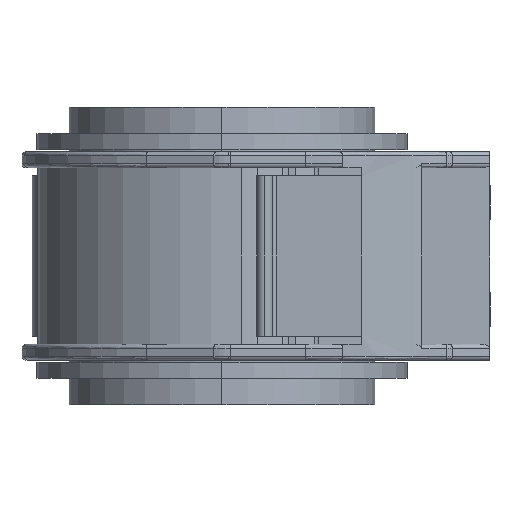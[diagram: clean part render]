
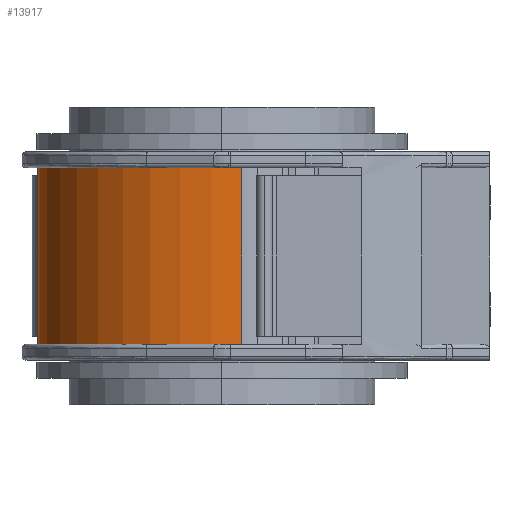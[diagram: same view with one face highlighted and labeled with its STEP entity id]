
A CAD part, left-side view. The second image highlights one B-rep face of the part: STEP entity #13917.
In plain terms, the highlighted cylindrical face has radius 23 mm (diameter 46 mm), a partial arc.
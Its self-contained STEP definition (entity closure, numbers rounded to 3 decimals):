
#2123 = VERTEX_POINT ( 'NONE', #37718 ) ;
#6808 = CARTESIAN_POINT ( 'NONE',  ( 0., 33.499, 11. ) ) ;
#9113 = DIRECTION ( 'NONE',  ( 0., 0., 1. ) ) ;
#9833 = EDGE_CURVE ( 'NONE', #20020, #20032, #21703, .T. ) ;
#11283 = FACE_OUTER_BOUND ( 'NONE', #24992, .T. ) ;
#12318 = CARTESIAN_POINT ( 'NONE',  ( 11.515, 53.409, 11. ) ) ;
#13917 = ADVANCED_FACE ( 'NONE', ( #11283 ), #44272, .T. ) ;
#16991 = DIRECTION ( 'NONE',  ( 1., 0., 0. ) ) ;
#17126 = DIRECTION ( 'NONE',  ( 0., 0., -1. ) ) ;
#20020 = VERTEX_POINT ( 'NONE', #12318 ) ;
#20032 = VERTEX_POINT ( 'NONE', #21116 ) ;
#21109 = CARTESIAN_POINT ( 'NONE',  ( 11.515, 53.409, 11. ) ) ;
#21116 = CARTESIAN_POINT ( 'NONE',  ( 11.515, 53.409, -11. ) ) ;
#21264 = DIRECTION ( 'NONE',  ( 0., 0., 1. ) ) ;
#21703 = LINE ( 'NONE', #21109, #43237 ) ;
#22852 = DIRECTION ( 'NONE',  ( 0., 0., 1. ) ) ;
#24992 = EDGE_LOOP ( 'NONE', ( #26166, #53673, #50038, #44922 ) ) ;
#26166 = ORIENTED_EDGE ( 'NONE', *, *, #49350, .F. ) ;
#27364 = DIRECTION ( 'NONE',  ( 1., 0., 0. ) ) ;
#27978 = CARTESIAN_POINT ( 'NONE',  ( 0., 33.499, 11. ) ) ;
#29834 = CIRCLE ( 'NONE', #56865, 23. ) ;
#30498 = DIRECTION ( 'NONE',  ( 0., 0., -1. ) ) ;
#32087 = LINE ( 'NONE', #55070, #42470 ) ;
#32895 = EDGE_CURVE ( 'NONE', #58136, #20032, #29834, .T. ) ;
#35196 = CARTESIAN_POINT ( 'NONE',  ( -22.867, 31.033, -11. ) ) ;
#37718 = CARTESIAN_POINT ( 'NONE',  ( -22.867, 31.033, 11. ) ) ;
#38947 = CARTESIAN_POINT ( 'NONE',  ( 0., 33.499, -11. ) ) ;
#42470 = VECTOR ( 'NONE', #9113, 1000. ) ;
#43237 = VECTOR ( 'NONE', #30498, 1000. ) ;
#44272 = CYLINDRICAL_SURFACE ( 'NONE', #58430, 23. ) ;
#44922 = ORIENTED_EDGE ( 'NONE', *, *, #57048, .T. ) ;
#49122 = CIRCLE ( 'NONE', #56870, 23. ) ;
#49350 = EDGE_CURVE ( 'NONE', #20020, #2123, #49122, .T. ) ;
#50038 = ORIENTED_EDGE ( 'NONE', *, *, #32895, .F. ) ;
#53673 = ORIENTED_EDGE ( 'NONE', *, *, #9833, .T. ) ;
#55070 = CARTESIAN_POINT ( 'NONE',  ( -22.867, 31.033, 11. ) ) ;
#56865 = AXIS2_PLACEMENT_3D ( 'NONE', #38947, #17126, #58565 ) ;
#56870 = AXIS2_PLACEMENT_3D ( 'NONE', #27978, #22852, #27364 ) ;
#57048 = EDGE_CURVE ( 'NONE', #58136, #2123, #32087, .T. ) ;
#58136 = VERTEX_POINT ( 'NONE', #35196 ) ;
#58430 = AXIS2_PLACEMENT_3D ( 'NONE', #6808, #21264, #16991 ) ;
#58565 = DIRECTION ( 'NONE',  ( 1., 0., 0. ) ) ;
